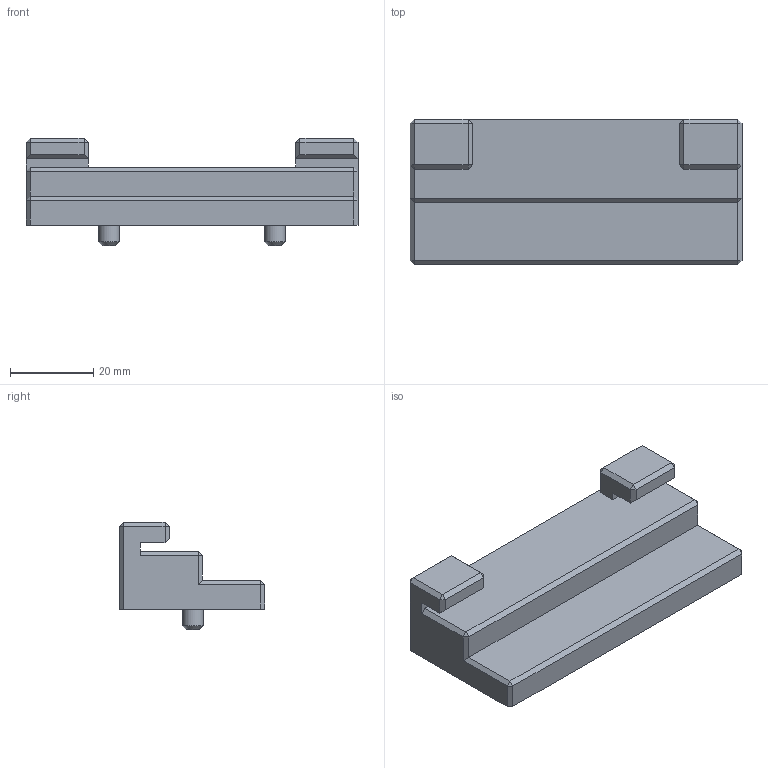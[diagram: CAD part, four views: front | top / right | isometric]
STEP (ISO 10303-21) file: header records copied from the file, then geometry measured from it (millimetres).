
FILE_DESCRIPTION(/* description */ (''),/* implementation_level */ '2;1');
FILE_NAME(/* name */ 'euro_box_center.step',/* time_stamp */ '2019-11-20T10:59:07+01:00',/* author */ ('NILY'),/* organization */ (''),/* preprocessor_version */ 'ST-DEVELOPER v18',/* originating_system */ 'Autodesk Inventor 2020',/* authorisation */ '');
FILE_SCHEMA (('AUTOMOTIVE_DESIGN { 1 0 10303 214 3 1 1 }'));
Length unit declared in the file: millimetre
Products named in the file (1): euro_box_center
Bounding box: 80 x 35 x 26 mm (x, y, z)
Volume: 32860.4 mm3; surface area: 9590.1 mm2
Topology: 1 solids, 1 shells, 64 faces, 140 edges, 80 vertices
Faces by surface type: plane 60, cone 2, cylinder 2
Full cylindrical faces by diameter (mm): 5 x2
Entity records: 1715 total; most frequent: CARTESIAN_POINT 285, ORIENTED_EDGE 280, DIRECTION 280, EDGE_CURVE 140, LINE 130, VECTOR 130, VERTEX_POINT 80, AXIS2_PLACEMENT_3D 75
